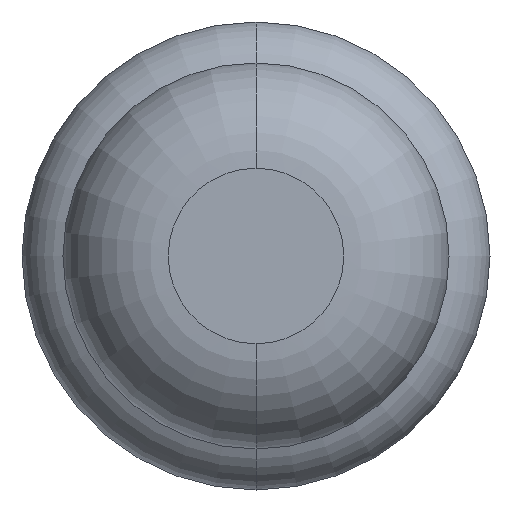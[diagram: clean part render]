
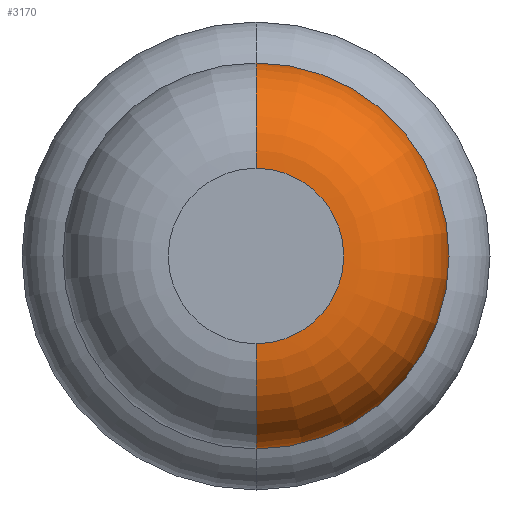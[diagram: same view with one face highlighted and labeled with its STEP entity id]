
A CAD part, front view. The second image highlights one B-rep face of the part: STEP entity #3170.
In plain terms, the highlighted toroidal (fillet/blend) face has major radius 0.375 mm and minor radius 0.45 mm.
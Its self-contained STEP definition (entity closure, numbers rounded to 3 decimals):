
#90 = CARTESIAN_POINT ( 'NONE',  ( 0., -26., 0. ) ) ;
#143 = CARTESIAN_POINT ( 'NONE',  ( 0., -25.55, -0.825 ) ) ;
#273 = VERTEX_POINT ( 'NONE', #1593 ) ;
#311 = TOROIDAL_SURFACE ( 'NONE', #2200, 0.375, 0.45 ) ;
#472 = DIRECTION ( 'NONE',  ( 1., 0., 0. ) ) ;
#678 = AXIS2_PLACEMENT_3D ( 'NONE', #2184, #1929, #1401 ) ;
#680 = AXIS2_PLACEMENT_3D ( 'NONE', #90, #1167, #1923 ) ;
#857 = CIRCLE ( 'NONE', #678, 0.825 ) ;
#897 = DIRECTION ( 'NONE',  ( 0., 0., 1. ) ) ;
#912 = DIRECTION ( 'NONE',  ( 0., 1., 0. ) ) ;
#1014 = EDGE_CURVE ( 'Defeature ausgef�hrt3_8+Defeature ausgef�hrt3_7+Defeature ausgef�hrt3_7+Defeature ausgef�hrt3_7', #2751, #2931, #857, .T. ) ;
#1133 = DIRECTION ( 'NONE',  ( -1., 0., 0. ) ) ;
#1167 = DIRECTION ( 'NONE',  ( 0., 1., 0. ) ) ;
#1390 = ORIENTED_EDGE ( 'NONE', *, *, #2267, .F. ) ;
#1401 = DIRECTION ( 'NONE',  ( 0., 0., 1. ) ) ;
#1518 = CARTESIAN_POINT ( 'NONE',  ( 0., -26., 0.375 ) ) ;
#1593 = CARTESIAN_POINT ( 'NONE',  ( 0., -26., -0.375 ) ) ;
#1662 = CARTESIAN_POINT ( 'NONE',  ( 0., -25.55, 0.375 ) ) ;
#1669 = DIRECTION ( 'NONE',  ( 0., 0., 1. ) ) ;
#1709 = ORIENTED_EDGE ( 'NONE', *, *, #3249, .T. ) ;
#1905 = VERTEX_POINT ( 'NONE', #1518 ) ;
#1923 = DIRECTION ( 'NONE',  ( 0., 0., 1. ) ) ;
#1929 = DIRECTION ( 'NONE',  ( 0., 1., 0. ) ) ;
#1981 = CARTESIAN_POINT ( 'NONE',  ( 0., -25.55, 0. ) ) ;
#1991 = CIRCLE ( 'NONE', #680, 0.375 ) ;
#2029 = DIRECTION ( 'NONE',  ( 0., 0., -1. ) ) ;
#2184 = CARTESIAN_POINT ( 'NONE',  ( 0., -25.55, 0. ) ) ;
#2200 = AXIS2_PLACEMENT_3D ( 'NONE', #1981, #912, #897 ) ;
#2241 = CIRCLE ( 'NONE', #2608, 0.45 ) ;
#2267 = EDGE_CURVE ( 'NONE', #1905, #2751, #2854, .T. ) ;
#2300 = AXIS2_PLACEMENT_3D ( 'NONE', #1662, #1133, #1669 ) ;
#2564 = CARTESIAN_POINT ( 'NONE',  ( 0., -25.55, -0.375 ) ) ;
#2608 = AXIS2_PLACEMENT_3D ( 'NONE', #2564, #472, #2029 ) ;
#2672 = CARTESIAN_POINT ( 'NONE',  ( 0., -25.55, 0.825 ) ) ;
#2751 = VERTEX_POINT ( 'NONE', #2672 ) ;
#2785 = ORIENTED_EDGE ( 'NONE', *, *, #1014, .F. ) ;
#2788 = ORIENTED_EDGE ( 'NONE', *, *, #2839, .T. ) ;
#2839 = EDGE_CURVE ( 'Defeature ausgef�hrt3_7+Defeature ausgef�hrt3_6+Defeature ausgef�hrt3_6+Defeature ausgef�hrt3_6', #1905, #273, #1991, .T. ) ;
#2850 = FACE_OUTER_BOUND ( 'NONE', #3123, .T. ) ;
#2854 = CIRCLE ( 'NONE', #2300, 0.45 ) ;
#2931 = VERTEX_POINT ( 'NONE', #143 ) ;
#3123 = EDGE_LOOP ( 'NONE', ( #2788, #1709, #2785, #1390 ) ) ;
#3170 = ADVANCED_FACE ( 'Defeature ausgef�hrt3_7', ( #2850 ), #311, .T. ) ;
#3249 = EDGE_CURVE ( 'NONE', #273, #2931, #2241, .T. ) ;
